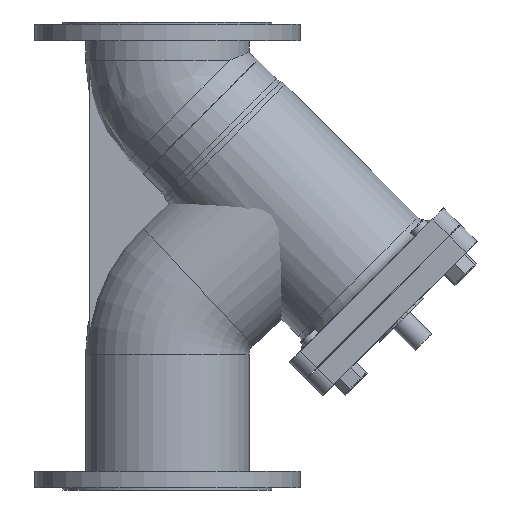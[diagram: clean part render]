
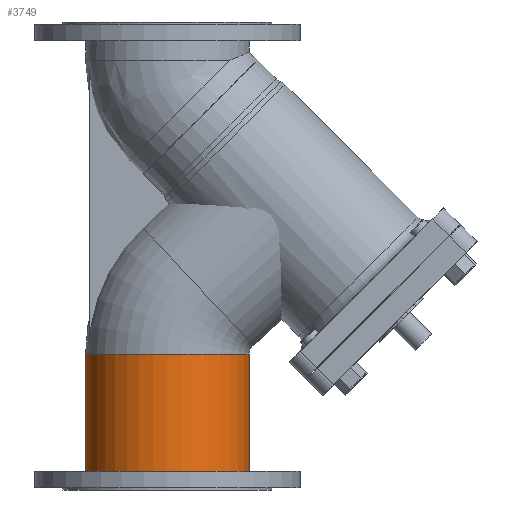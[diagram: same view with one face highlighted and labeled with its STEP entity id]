
A CAD part, left-side view. The second image highlights one B-rep face of the part: STEP entity #3749.
In plain terms, the highlighted cylindrical face has radius 105 mm (diameter 210 mm), a full revolution.
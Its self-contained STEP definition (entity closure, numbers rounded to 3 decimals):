
#497=LINE('',#6764,#759);
#759=VECTOR('',#5355,105.);
#844=CYLINDRICAL_SURFACE('',#4212,105.);
#1035=FACE_OUTER_BOUND('',#1297,.T.);
#1297=EDGE_LOOP('',(#3544,#3545,#3546,#3547,#3548,#3549,#3550));
#1530=CIRCLE('',#4209,105.);
#1531=CIRCLE('',#4210,105.);
#1532=CIRCLE('',#4211,105.);
#1533=CIRCLE('',#4213,105.);
#1534=CIRCLE('',#4214,105.);
#1914=VERTEX_POINT('',#6755);
#1915=VERTEX_POINT('',#6757);
#1916=VERTEX_POINT('',#6759);
#1917=VERTEX_POINT('',#6763);
#1918=VERTEX_POINT('',#6765);
#2458=EDGE_CURVE('',#1914,#1915,#1530,.T.);
#2459=EDGE_CURVE('',#1915,#1916,#1531,.T.);
#2460=EDGE_CURVE('',#1916,#1914,#1532,.T.);
#2461=EDGE_CURVE('',#1916,#1917,#497,.T.);
#2462=EDGE_CURVE('',#1917,#1918,#1533,.T.);
#2463=EDGE_CURVE('',#1918,#1917,#1534,.T.);
#3544=ORIENTED_EDGE('',*,*,#2459,.F.);
#3545=ORIENTED_EDGE('',*,*,#2458,.F.);
#3546=ORIENTED_EDGE('',*,*,#2460,.F.);
#3547=ORIENTED_EDGE('',*,*,#2461,.T.);
#3548=ORIENTED_EDGE('',*,*,#2462,.T.);
#3549=ORIENTED_EDGE('',*,*,#2463,.T.);
#3550=ORIENTED_EDGE('',*,*,#2461,.F.);
#3749=ADVANCED_FACE('',(#1035),#844,.T.);
#4209=AXIS2_PLACEMENT_3D('',#6758,#5347,#5348);
#4210=AXIS2_PLACEMENT_3D('',#6760,#5349,#5350);
#4211=AXIS2_PLACEMENT_3D('',#6761,#5351,#5352);
#4212=AXIS2_PLACEMENT_3D('',#6762,#5353,#5354);
#4213=AXIS2_PLACEMENT_3D('',#6766,#5356,#5357);
#4214=AXIS2_PLACEMENT_3D('',#6767,#5358,#5359);
#5347=DIRECTION('center_axis',(0.,0.,1.));
#5348=DIRECTION('ref_axis',(1.,0.,0.));
#5349=DIRECTION('center_axis',(0.,0.,1.));
#5350=DIRECTION('ref_axis',(1.,0.,0.));
#5351=DIRECTION('center_axis',(0.,0.,1.));
#5352=DIRECTION('ref_axis',(1.,0.,0.));
#5353=DIRECTION('center_axis',(0.,0.,1.));
#5354=DIRECTION('ref_axis',(1.,0.,0.));
#5355=DIRECTION('',(0.,0.,-1.));
#5356=DIRECTION('center_axis',(0.,0.,1.));
#5357=DIRECTION('ref_axis',(1.,0.,0.));
#5358=DIRECTION('center_axis',(0.,0.,1.));
#5359=DIRECTION('ref_axis',(1.,0.,0.));
#6755=CARTESIAN_POINT('',(0.,-105.,-126.));
#6757=CARTESIAN_POINT('',(105.,0.,-126.));
#6758=CARTESIAN_POINT('Origin',(0.,0.,-126.));
#6759=CARTESIAN_POINT('',(-105.,0.,-126.));
#6760=CARTESIAN_POINT('Origin',(0.,0.,-126.));
#6761=CARTESIAN_POINT('Origin',(0.,0.,-126.));
#6762=CARTESIAN_POINT('Origin',(0.,0.,-276.));
#6763=CARTESIAN_POINT('',(-105.,0.,-276.));
#6764=CARTESIAN_POINT('',(-105.,0.,-276.));
#6765=CARTESIAN_POINT('',(105.,0.,-276.));
#6766=CARTESIAN_POINT('Origin',(0.,0.,-276.));
#6767=CARTESIAN_POINT('Origin',(0.,0.,-276.));
